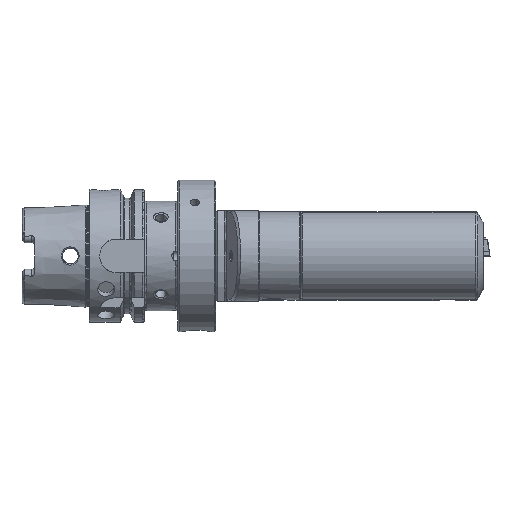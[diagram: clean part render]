
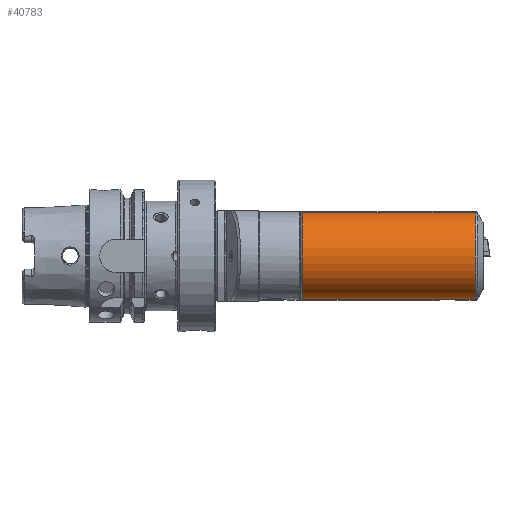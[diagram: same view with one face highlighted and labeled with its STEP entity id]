
A CAD part, left-side view. The second image highlights one B-rep face of the part: STEP entity #40783.
In plain terms, the highlighted cylindrical face has radius 20.5 mm (diameter 41 mm), a full revolution.
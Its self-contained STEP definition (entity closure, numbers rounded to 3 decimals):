
#302 = DIRECTION ( 'NONE',  ( 0., 0., 1. ) ) ;
#1668 = CIRCLE ( 'NONE', #7692, 20.5 ) ;
#3516 = CARTESIAN_POINT ( 'NONE',  ( 106.997, 0., 0. ) ) ;
#6180 = CARTESIAN_POINT ( 'NONE',  ( -7.756, 0., 0. ) ) ;
#7692 = AXIS2_PLACEMENT_3D ( 'NONE', #3516, #17182, #302 ) ;
#10982 = DIRECTION ( 'NONE',  ( 0., 0., 1. ) ) ;
#14549 = CARTESIAN_POINT ( 'NONE',  ( 25., 0., 0. ) ) ;
#15183 = EDGE_LOOP ( 'NONE', ( #22109 ) ) ;
#15894 = AXIS2_PLACEMENT_3D ( 'NONE', #14549, #30969, #10982 ) ;
#16198 = DIRECTION ( 'NONE',  ( -1., 0., 0. ) ) ;
#17182 = DIRECTION ( 'NONE',  ( -1., 0., 0. ) ) ;
#18461 = CIRCLE ( 'NONE', #15894, 20.5 ) ;
#21182 = CYLINDRICAL_SURFACE ( 'NONE', #34655, 20.5 ) ;
#22109 = ORIENTED_EDGE ( 'NONE', *, *, #28154, .F. ) ;
#22205 = VERTEX_POINT ( 'NONE', #28385 ) ;
#23275 = VERTEX_POINT ( 'NONE', #28530 ) ;
#26448 = FACE_OUTER_BOUND ( 'NONE', #42271, .T. ) ;
#28087 = EDGE_CURVE ( 'NONE', #23275, #23275, #1668, .T. ) ;
#28154 = EDGE_CURVE ( 'NONE', #22205, #22205, #18461, .T. ) ;
#28385 = CARTESIAN_POINT ( 'NONE',  ( 25., 0., 20.5 ) ) ;
#28530 = CARTESIAN_POINT ( 'NONE',  ( 106.997, 0., 20.5 ) ) ;
#30969 = DIRECTION ( 'NONE',  ( -1., 0., 0. ) ) ;
#33268 = FACE_OUTER_BOUND ( 'NONE', #15183, .T. ) ;
#34655 = AXIS2_PLACEMENT_3D ( 'NONE', #6180, #16198, #36188 ) ;
#36145 = ORIENTED_EDGE ( 'NONE', *, *, #28087, .T. ) ;
#36188 = DIRECTION ( 'NONE',  ( 0., 0., 1. ) ) ;
#40783 = ADVANCED_FACE ( 'NONE', ( #33268, #26448 ), #21182, .T. ) ;
#42271 = EDGE_LOOP ( 'NONE', ( #36145 ) ) ;
